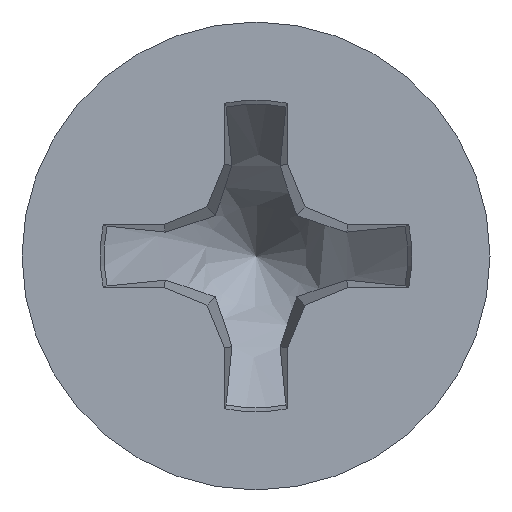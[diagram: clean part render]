
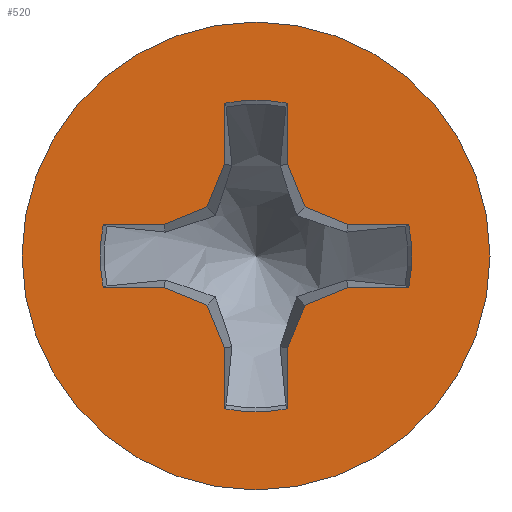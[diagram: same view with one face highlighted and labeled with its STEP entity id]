
A CAD part, top view. The second image highlights one B-rep face of the part: STEP entity #520.
In plain terms, the highlighted planar face has unit normal (0, 0, 1).
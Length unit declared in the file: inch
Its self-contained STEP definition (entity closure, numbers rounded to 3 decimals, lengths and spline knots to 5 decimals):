
#18=PLANE('',#580);
#40=FACE_BOUND('',#165,.T.);
#51=LINE('',#7342,#87);
#52=LINE('',#7346,#88);
#53=LINE('',#7348,#89);
#54=LINE('',#7350,#90);
#55=LINE('',#7351,#91);
#56=LINE('',#7353,#92);
#57=LINE('',#7355,#93);
#58=LINE('',#7357,#94);
#59=LINE('',#7359,#95);
#60=LINE('',#7363,#96);
#61=LINE('',#7365,#97);
#62=LINE('',#7367,#98);
#63=LINE('',#7369,#99);
#64=LINE('',#7373,#100);
#65=LINE('',#7375,#101);
#66=LINE('',#7376,#102);
#87=VECTOR('',#649,39.37008);
#88=VECTOR('',#652,39.37008);
#89=VECTOR('',#653,39.37008);
#90=VECTOR('',#654,39.37008);
#91=VECTOR('',#655,39.37008);
#92=VECTOR('',#656,39.37008);
#93=VECTOR('',#657,39.37008);
#94=VECTOR('',#658,39.37008);
#95=VECTOR('',#659,39.37008);
#96=VECTOR('',#662,39.37008);
#97=VECTOR('',#663,39.37008);
#98=VECTOR('',#664,39.37008);
#99=VECTOR('',#665,39.37008);
#100=VECTOR('',#668,39.37008);
#101=VECTOR('',#669,39.37008);
#102=VECTOR('',#670,39.37008);
#131=FACE_OUTER_BOUND('',#164,.T.);
#164=EDGE_LOOP('',(#405));
#165=EDGE_LOOP('',(#406,#407,#408,#409,#410,#411,#412,#413,#414,#415,#416,
#417,#418,#419,#420,#421,#422,#423,#424,#425));
#207=CIRCLE('',#566,0.054);
#211=CIRCLE('',#572,0.081);
#215=CIRCLE('',#581,0.054);
#216=CIRCLE('',#582,0.054);
#217=CIRCLE('',#583,0.054);
#238=VERTEX_POINT('',#806);
#239=VERTEX_POINT('',#808);
#245=VERTEX_POINT('',#873);
#253=VERTEX_POINT('',#7340);
#254=VERTEX_POINT('',#7341);
#255=VERTEX_POINT('',#7343);
#256=VERTEX_POINT('',#7345);
#257=VERTEX_POINT('',#7347);
#258=VERTEX_POINT('',#7349);
#259=VERTEX_POINT('',#7352);
#260=VERTEX_POINT('',#7354);
#261=VERTEX_POINT('',#7356);
#262=VERTEX_POINT('',#7358);
#263=VERTEX_POINT('',#7360);
#264=VERTEX_POINT('',#7362);
#265=VERTEX_POINT('',#7364);
#266=VERTEX_POINT('',#7366);
#267=VERTEX_POINT('',#7368);
#268=VERTEX_POINT('',#7370);
#269=VERTEX_POINT('',#7372);
#270=VERTEX_POINT('',#7374);
#292=EDGE_CURVE('',#238,#239,#207,.T.);
#299=EDGE_CURVE('',#245,#245,#211,.T.);
#311=EDGE_CURVE('',#253,#254,#51,.T.);
#312=EDGE_CURVE('',#255,#253,#215,.T.);
#313=EDGE_CURVE('',#256,#255,#52,.T.);
#314=EDGE_CURVE('',#257,#256,#53,.T.);
#315=EDGE_CURVE('',#258,#257,#54,.T.);
#316=EDGE_CURVE('',#239,#258,#55,.T.);
#317=EDGE_CURVE('',#259,#238,#56,.T.);
#318=EDGE_CURVE('',#260,#259,#57,.T.);
#319=EDGE_CURVE('',#261,#260,#58,.T.);
#320=EDGE_CURVE('',#262,#261,#59,.T.);
#321=EDGE_CURVE('',#263,#262,#216,.T.);
#322=EDGE_CURVE('',#264,#263,#60,.T.);
#323=EDGE_CURVE('',#265,#264,#61,.T.);
#324=EDGE_CURVE('',#266,#265,#62,.T.);
#325=EDGE_CURVE('',#267,#266,#63,.T.);
#326=EDGE_CURVE('',#268,#267,#217,.T.);
#327=EDGE_CURVE('',#269,#268,#64,.T.);
#328=EDGE_CURVE('',#270,#269,#65,.T.);
#329=EDGE_CURVE('',#254,#270,#66,.T.);
#405=ORIENTED_EDGE('',*,*,#299,.F.);
#406=ORIENTED_EDGE('',*,*,#311,.F.);
#407=ORIENTED_EDGE('',*,*,#312,.F.);
#408=ORIENTED_EDGE('',*,*,#313,.F.);
#409=ORIENTED_EDGE('',*,*,#314,.F.);
#410=ORIENTED_EDGE('',*,*,#315,.F.);
#411=ORIENTED_EDGE('',*,*,#316,.F.);
#412=ORIENTED_EDGE('',*,*,#292,.F.);
#413=ORIENTED_EDGE('',*,*,#317,.F.);
#414=ORIENTED_EDGE('',*,*,#318,.F.);
#415=ORIENTED_EDGE('',*,*,#319,.F.);
#416=ORIENTED_EDGE('',*,*,#320,.F.);
#417=ORIENTED_EDGE('',*,*,#321,.F.);
#418=ORIENTED_EDGE('',*,*,#322,.F.);
#419=ORIENTED_EDGE('',*,*,#323,.F.);
#420=ORIENTED_EDGE('',*,*,#324,.F.);
#421=ORIENTED_EDGE('',*,*,#325,.F.);
#422=ORIENTED_EDGE('',*,*,#326,.F.);
#423=ORIENTED_EDGE('',*,*,#327,.F.);
#424=ORIENTED_EDGE('',*,*,#328,.F.);
#425=ORIENTED_EDGE('',*,*,#329,.F.);
#520=ADVANCED_FACE('',(#131,#40),#18,.F.);
#566=AXIS2_PLACEMENT_3D('',#809,#618,#619);
#572=AXIS2_PLACEMENT_3D('',#874,#631,#632);
#580=AXIS2_PLACEMENT_3D('',#7339,#647,#648);
#581=AXIS2_PLACEMENT_3D('',#7344,#650,#651);
#582=AXIS2_PLACEMENT_3D('',#7361,#660,#661);
#583=AXIS2_PLACEMENT_3D('',#7371,#666,#667);
#618=DIRECTION('center_axis',(0.,0.,1.));
#619=DIRECTION('ref_axis',(1.,0.,0.));
#631=DIRECTION('center_axis',(0.,0.,-1.));
#632=DIRECTION('ref_axis',(-1.,0.,0.));
#647=DIRECTION('center_axis',(0.,0.,-1.));
#648=DIRECTION('ref_axis',(0.,1.,0.));
#649=DIRECTION('',(0.,-1.,0.));
#650=DIRECTION('center_axis',(0.,0.,1.));
#651=DIRECTION('ref_axis',(1.,0.,0.));
#652=DIRECTION('',(0.,1.,0.));
#653=DIRECTION('',(-0.383,0.924,0.));
#654=DIRECTION('',(-0.924,0.383,0.));
#655=DIRECTION('',(-1.,0.,0.));
#656=DIRECTION('',(1.,0.,0.));
#657=DIRECTION('',(0.924,0.383,0.));
#658=DIRECTION('',(0.383,0.924,0.));
#659=DIRECTION('',(0.,1.,0.));
#660=DIRECTION('center_axis',(0.,0.,1.));
#661=DIRECTION('ref_axis',(-1.,0.,0.));
#662=DIRECTION('',(0.,-1.,0.));
#663=DIRECTION('',(0.383,-0.924,0.));
#664=DIRECTION('',(0.924,-0.383,0.));
#665=DIRECTION('',(1.,0.,0.));
#666=DIRECTION('center_axis',(0.,0.,1.));
#667=DIRECTION('ref_axis',(0.,1.,0.));
#668=DIRECTION('',(-1.,0.,0.));
#669=DIRECTION('',(-0.924,-0.383,0.));
#670=DIRECTION('',(-0.383,-0.924,0.));
#806=CARTESIAN_POINT('',(0.05291,-0.0108,0.051));
#808=CARTESIAN_POINT('',(0.05291,0.0108,0.051));
#809=CARTESIAN_POINT('Origin',(0.,0.,0.051));
#873=CARTESIAN_POINT('',(0.081,0.,0.051));
#874=CARTESIAN_POINT('Origin',(0.,0.,0.051));
#7339=CARTESIAN_POINT('Origin',(0.,0.043,0.051));
#7340=CARTESIAN_POINT('',(-0.0108,0.05291,0.051));
#7341=CARTESIAN_POINT('',(-0.0108,0.03185,0.051));
#7342=CARTESIAN_POINT('',(-0.0108,0.05291,0.051));
#7343=CARTESIAN_POINT('',(0.0108,0.05291,0.051));
#7344=CARTESIAN_POINT('Origin',(0.,0.,0.051));
#7345=CARTESIAN_POINT('',(0.0108,0.03185,0.051));
#7346=CARTESIAN_POINT('',(0.0108,0.03185,0.051));
#7347=CARTESIAN_POINT('',(0.01697,0.01697,0.051));
#7348=CARTESIAN_POINT('',(0.01697,0.01697,0.051));
#7349=CARTESIAN_POINT('',(0.03185,0.0108,0.051));
#7350=CARTESIAN_POINT('',(0.03185,0.0108,0.051));
#7351=CARTESIAN_POINT('',(0.05291,0.0108,0.051));
#7352=CARTESIAN_POINT('',(0.03185,-0.0108,0.051));
#7353=CARTESIAN_POINT('',(0.03185,-0.0108,0.051));
#7354=CARTESIAN_POINT('',(0.01697,-0.01697,0.051));
#7355=CARTESIAN_POINT('',(0.01697,-0.01697,0.051));
#7356=CARTESIAN_POINT('',(0.0108,-0.03185,0.051));
#7357=CARTESIAN_POINT('',(0.0108,-0.03185,0.051));
#7358=CARTESIAN_POINT('',(0.0108,-0.05291,0.051));
#7359=CARTESIAN_POINT('',(0.0108,-0.05291,0.051));
#7360=CARTESIAN_POINT('',(-0.0108,-0.05291,0.051));
#7361=CARTESIAN_POINT('Origin',(0.,0.,
0.051));
#7362=CARTESIAN_POINT('',(-0.0108,-0.03185,0.051));
#7363=CARTESIAN_POINT('',(-0.0108,-0.03185,0.051));
#7364=CARTESIAN_POINT('',(-0.01697,-0.01697,0.051));
#7365=CARTESIAN_POINT('',(-0.01697,-0.01697,0.051));
#7366=CARTESIAN_POINT('',(-0.03185,-0.0108,0.051));
#7367=CARTESIAN_POINT('',(-0.03185,-0.0108,0.051));
#7368=CARTESIAN_POINT('',(-0.05291,-0.0108,0.051));
#7369=CARTESIAN_POINT('',(-0.05291,-0.0108,0.051));
#7370=CARTESIAN_POINT('',(-0.05291,0.0108,0.051));
#7371=CARTESIAN_POINT('Origin',(0.,0.,
0.051));
#7372=CARTESIAN_POINT('',(-0.03185,0.0108,0.051));
#7373=CARTESIAN_POINT('',(-0.03185,0.0108,0.051));
#7374=CARTESIAN_POINT('',(-0.01697,0.01697,0.051));
#7375=CARTESIAN_POINT('',(-0.01697,0.01697,0.051));
#7376=CARTESIAN_POINT('',(-0.0108,0.03185,0.051));
